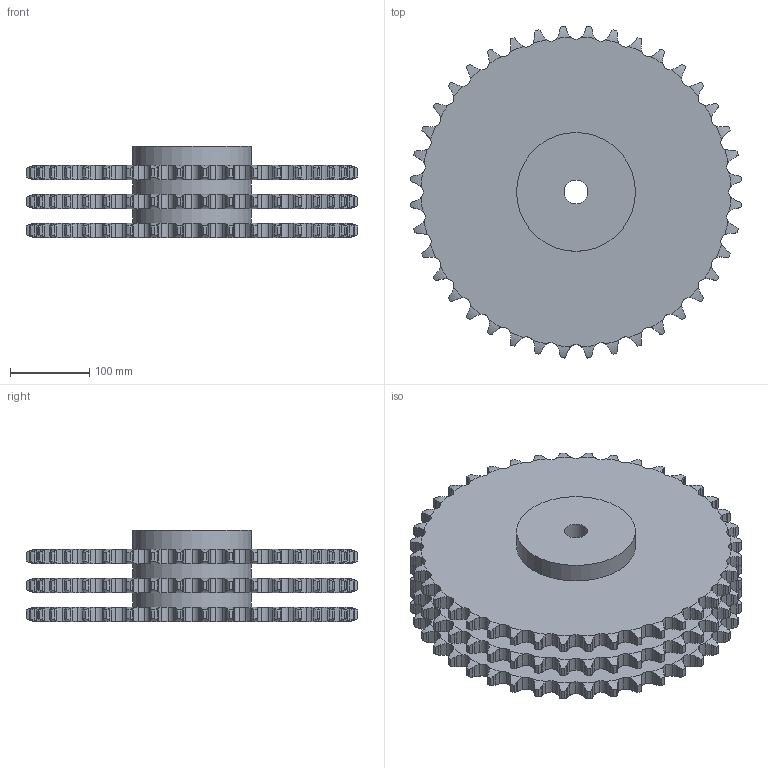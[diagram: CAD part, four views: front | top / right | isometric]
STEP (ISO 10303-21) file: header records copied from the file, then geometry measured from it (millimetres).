
FILE_DESCRIPTION(('FreeCAD Model'),'2;1');
FILE_NAME('Open CASCADE Shape Model','2021-10-24T09:59:03',('FreeCAD'),( 'FreeCAD'),'Open CASCADE STEP processor 7.4','FreeCAD','Unknown');
FILE_SCHEMA(('AUTOMOTIVE_DESIGN { 1 0 10303 214 1 1 1 1 }'));
Products named in the file (1): Open CASCADE STEP translator 7.4 33
Bounding box: 418.85 x 418.85 x 115 mm (x, y, z)
Volume: 7786456 mm3; surface area: 818459.4 mm2
Topology: 1 solids, 1 shells, 1332 faces, 3973 edges, 2649 vertices
Faces by surface type: cylinder 844, plane 248, torus 240
Full cylindrical faces by diameter (mm): 30 x1, 150 x3
Entity records: 122967 total; most frequent: CARTESIAN_POINT 55303, DIRECTION 9350, ORIENTED_EDGE 7946, PCURVE 7946, DEFINITIONAL_REPRESENTATION 7946, B_SPLINE_CURVE_WITH_KNOTS 5760, LINE 4460, VECTOR 4460
